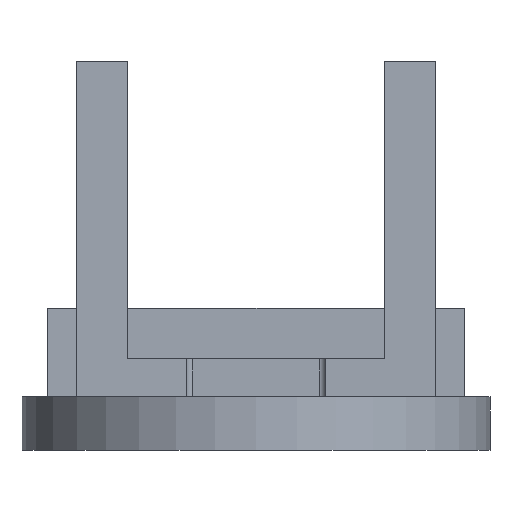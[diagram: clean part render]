
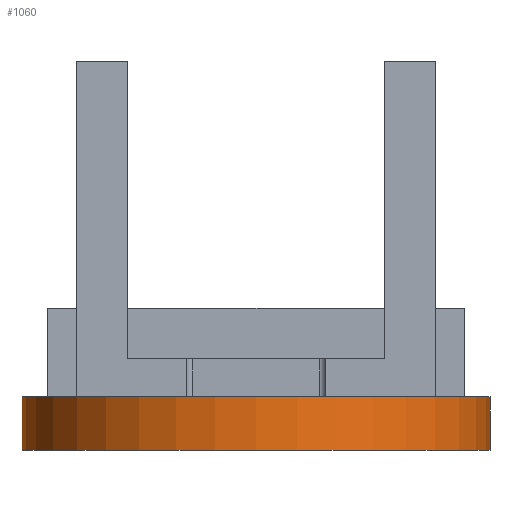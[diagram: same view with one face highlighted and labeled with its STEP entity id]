
A CAD part, front view. The second image highlights one B-rep face of the part: STEP entity #1060.
In plain terms, the highlighted cylindrical face has radius 18.5 mm (diameter 37 mm), a full revolution.
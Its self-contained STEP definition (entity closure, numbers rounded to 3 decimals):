
#92=FACE_OUTER_BOUND('',#147,.T.);
#147=EDGE_LOOP('',(#895,#896,#897,#898));
#278=LINE('',#1691,#413);
#413=VECTOR('',#1370,18.5);
#451=CIRCLE('',#1127,18.5);
#460=CIRCLE('',#1145,18.5);
#516=VERTEX_POINT('',#1603);
#550=VERTEX_POINT('',#1690);
#641=EDGE_CURVE('',#516,#516,#451,.T.);
#685=EDGE_CURVE('',#516,#550,#278,.T.);
#686=EDGE_CURVE('',#550,#550,#460,.T.);
#895=ORIENTED_EDGE('',*,*,#641,.F.);
#896=ORIENTED_EDGE('',*,*,#685,.T.);
#897=ORIENTED_EDGE('',*,*,#686,.T.);
#898=ORIENTED_EDGE('',*,*,#685,.F.);
#1030=CYLINDRICAL_SURFACE('',#1144,18.5);
#1060=ADVANCED_FACE('',(#92),#1030,.T.);
#1127=AXIS2_PLACEMENT_3D('',#1604,#1299,#1300);
#1144=AXIS2_PLACEMENT_3D('',#1689,#1368,#1369);
#1145=AXIS2_PLACEMENT_3D('',#1692,#1371,#1372);
#1299=DIRECTION('center_axis',(0.,0.,
1.));
#1300=DIRECTION('ref_axis',(0.,-1.,0.));
#1368=DIRECTION('center_axis',(0.,0.,1.));
#1369=DIRECTION('ref_axis',(-1.,0.,0.));
#1370=DIRECTION('',(0.,0.,-1.));
#1371=DIRECTION('center_axis',(0.,0.,1.));
#1372=DIRECTION('ref_axis',(0.,1.,0.));
#1603=CARTESIAN_POINT('',(17.867,438.596,-25.783));
#1604=CARTESIAN_POINT('Origin',(-0.633,438.596,-25.783));
#1689=CARTESIAN_POINT('Origin',(-0.633,438.596,-27.893));
#1690=CARTESIAN_POINT('',(17.867,438.596,-30.003));
#1691=CARTESIAN_POINT('',(17.867,438.596,-27.893));
#1692=CARTESIAN_POINT('Origin',(-0.633,438.596,-30.003));
